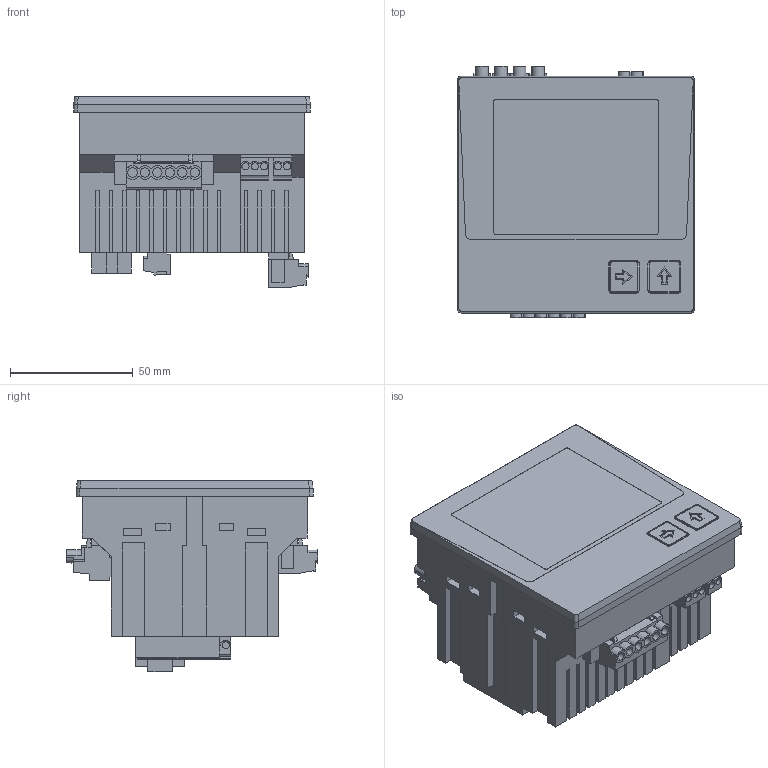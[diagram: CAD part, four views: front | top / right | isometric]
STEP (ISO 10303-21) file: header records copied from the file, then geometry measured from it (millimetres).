
FILE_DESCRIPTION(('CATIA V5R24 STEP','CAx-IF Rec.Pracs.--- Model Styling and Organization---1.2---2011-12-15'),'2;1');
FILE_NAME ('D1377613_1', '2018-09-07T12:04:47+00:00', ('Weidmueller Interface'), ('Weidmueller'), 'CATIA Version 5-6 Release 2014 SP4', 'CATIA V5 STEP AP214', 'none');
FILE_SCHEMA(('AUTOMOTIVE_DESIGN { 1 0 10303 214 1 1 1 1 }'));
Products named in the file (1): 2500890000
Bounding box: 96.5 x 102.39 x 78.2 mm (x, y, z)
Volume: 463131.6 mm3; surface area: 84002.5 mm2
Topology: 46 solids, 46 shells, 2336 faces, 6606 edges, 4513 vertices
Faces by surface type: plane 1893, cylinder 346, cone 60, extrusion 29, bspline 8
Entity records: 74743 total; most frequent: CARTESIAN_POINT 15160, ORIENTED_EDGE 13212, DIRECTION 9357, EDGE_CURVE 6606, VECTOR 5411, LINE 5382, VERTEX_POINT 4513, EDGE_LOOP 2497
